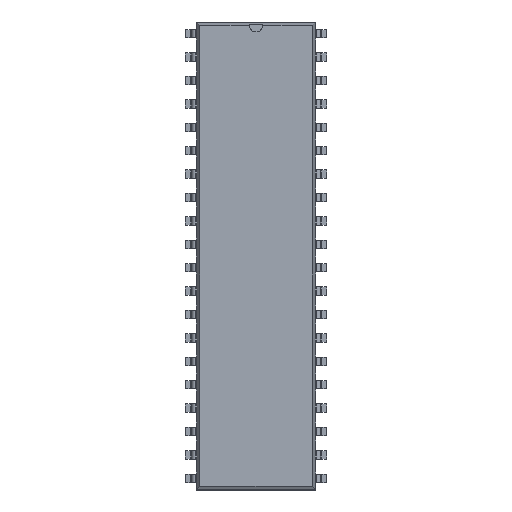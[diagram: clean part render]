
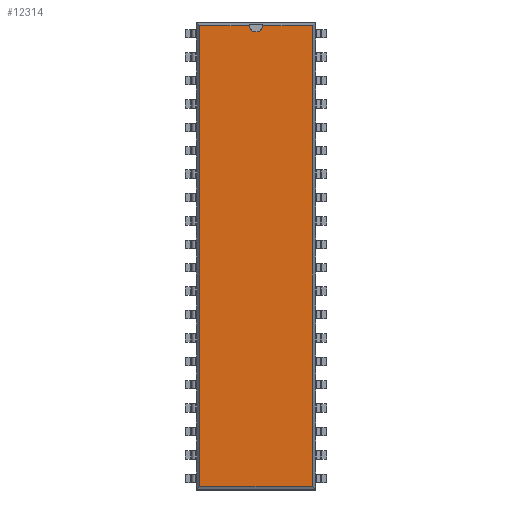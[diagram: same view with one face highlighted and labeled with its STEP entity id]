
A CAD part, top view. The second image highlights one B-rep face of the part: STEP entity #12314.
In plain terms, the highlighted planar face has unit normal (0, 0, 1).
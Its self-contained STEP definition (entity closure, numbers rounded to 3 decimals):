
#27=VECTOR('',#28,1.);
#28=DIRECTION('',(0.,1.,0.));
#34=VECTOR('',#35,1.);
#35=DIRECTION('',(-1.,0.,0.));
#41=VECTOR('',#42,1.);
#42=DIRECTION('',(0.,-1.,0.));
#46=VECTOR('',#47,1.);
#47=DIRECTION('',(1.,0.,0.));
#50=DIRECTION('',(0.,0.,-1.));
#2190=DIRECTION('',(0.,0.,-1.));
#8250=VERTEX_POINT('',#8251);
#8251=CARTESIAN_POINT('',(6.101,25.001,3.68));
#8253=ORIENTED_EDGE('',*,*,#8254,.F.);
#8254=EDGE_CURVE('',#8255,#8250,#8257,.T.);
#8255=VERTEX_POINT('',#8256);
#8256=CARTESIAN_POINT('',(6.101,-25.001,3.68));
#8257=LINE('',#8256,#27);
#10232=VERTEX_POINT('',#10233);
#10233=CARTESIAN_POINT('',(-6.101,25.001,3.68));
#10235=ORIENTED_EDGE('',*,*,#10236,.F.);
#10236=EDGE_CURVE('',#10237,#10232,#10239,.T.);
#10237=VERTEX_POINT('',#10238);
#10238=CARTESIAN_POINT('',(-0.746,25.001,3.68));
#10239=LINE('',#8251,#34);
#10258=VERTEX_POINT('',#10259);
#10259=CARTESIAN_POINT('',(0.746,25.001,3.68));
#10265=ORIENTED_EDGE('',*,*,#10266,.F.);
#10266=EDGE_CURVE('',#8250,#10258,#10239,.T.);
#10334=VERTEX_POINT('',#10335);
#10335=CARTESIAN_POINT('',(-6.101,-25.001,3.68));
#10337=ORIENTED_EDGE('',*,*,#10338,.F.);
#10338=EDGE_CURVE('',#10232,#10334,#10339,.T.);
#10339=LINE('',#10233,#41);
#12309=ORIENTED_EDGE('',*,*,#12310,.F.);
#12310=EDGE_CURVE('',#10334,#8255,#12311,.T.);
#12311=LINE('',#10335,#46);
#12314=ADVANCED_FACE('',(#12315),#12326,.F.);
#12315=FACE_BOUND('',#12316,.F.);
#12316=EDGE_LOOP('',(#8253,#12309,#10337,#10235,#12317,#12324,#10265));
#12317=ORIENTED_EDGE('',*,*,#12318,.F.);
#12318=EDGE_CURVE('',#12319,#10237,#12321,.T.);
#12319=VERTEX_POINT('',#12320);
#12320=CARTESIAN_POINT('',(0.,24.326,3.68));
#12321=CIRCLE('',#12322,0.75);
#12322=AXIS2_PLACEMENT_3D('',#12323,#2190,#42);
#12323=CARTESIAN_POINT('',(0.,25.076,3.68));
#12324=ORIENTED_EDGE('',*,*,#12325,.F.);
#12325=EDGE_CURVE('',#10258,#12319,#12321,.T.);
#12326=PLANE('',#12327);
#12327=AXIS2_PLACEMENT_3D('',#8256,#50,#12328);
#12328=DIRECTION('',(-0.237,0.971,0.));
